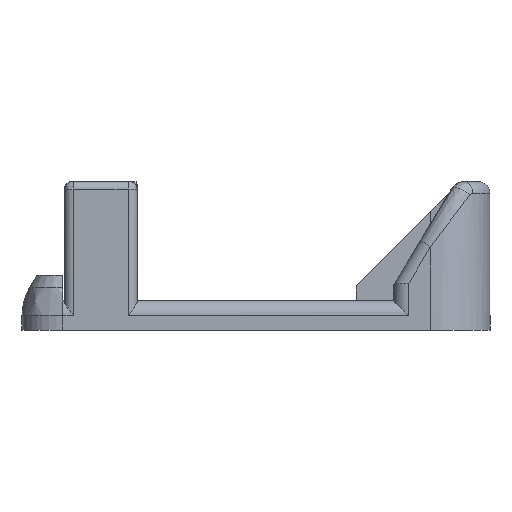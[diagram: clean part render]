
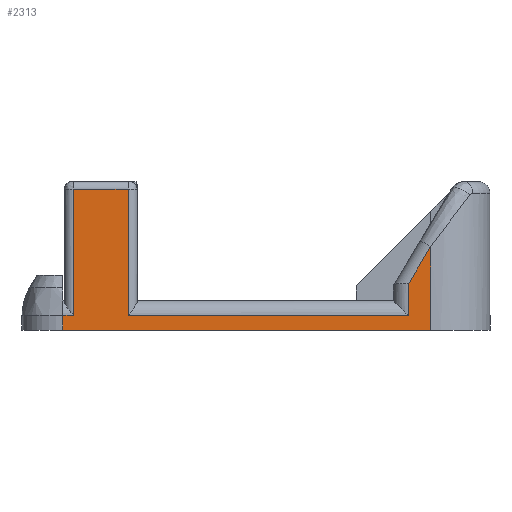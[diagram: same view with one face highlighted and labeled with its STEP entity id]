
A CAD part, left-side view. The second image highlights one B-rep face of the part: STEP entity #2313.
In plain terms, the highlighted planar face has unit normal (-1, 0, 0).
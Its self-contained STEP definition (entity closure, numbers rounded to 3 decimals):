
#117=PLANE('',#2507);
#171=LINE('',#3455,#357);
#220=LINE('',#3661,#406);
#221=LINE('',#3674,#407);
#223=LINE('',#3680,#409);
#224=LINE('',#3682,#410);
#225=LINE('',#3683,#411);
#226=LINE('',#3685,#412);
#227=LINE('',#3687,#413);
#228=LINE('',#3689,#414);
#229=LINE('',#3690,#415);
#357=VECTOR('',#2744,10.);
#406=VECTOR('',#2883,10.);
#407=VECTOR('',#2886,10.);
#409=VECTOR('',#2892,10.);
#410=VECTOR('',#2893,10.);
#411=VECTOR('',#2894,10.);
#412=VECTOR('',#2895,10.);
#413=VECTOR('',#2896,10.);
#414=VECTOR('',#2897,10.);
#415=VECTOR('',#2898,10.);
#607=FACE_OUTER_BOUND('',#754,.T.);
#754=EDGE_LOOP('',(#1728,#1729,#1730,#1731,#1732,#1733,#1734,#1735,#1736,
#1737));
#1019=VERTEX_POINT('',#3451);
#1021=VERTEX_POINT('',#3454);
#1094=VERTEX_POINT('',#3658);
#1095=VERTEX_POINT('',#3660);
#1096=VERTEX_POINT('',#3673);
#1098=VERTEX_POINT('',#3679);
#1099=VERTEX_POINT('',#3681);
#1100=VERTEX_POINT('',#3684);
#1101=VERTEX_POINT('',#3686);
#1102=VERTEX_POINT('',#3688);
#1249=EDGE_CURVE('',#1019,#1021,#171,.T.);
#1337=EDGE_CURVE('',#1094,#1095,#220,.T.);
#1339=EDGE_CURVE('',#1095,#1096,#221,.T.);
#1342=EDGE_CURVE('',#1019,#1098,#223,.T.);
#1343=EDGE_CURVE('',#1099,#1098,#224,.T.);
#1344=EDGE_CURVE('',#1099,#1096,#225,.T.);
#1345=EDGE_CURVE('',#1100,#1094,#226,.T.);
#1346=EDGE_CURVE('',#1100,#1101,#227,.T.);
#1347=EDGE_CURVE('',#1102,#1101,#228,.T.);
#1348=EDGE_CURVE('',#1021,#1102,#229,.T.);
#1728=ORIENTED_EDGE('',*,*,#1249,.F.);
#1729=ORIENTED_EDGE('',*,*,#1342,.T.);
#1730=ORIENTED_EDGE('',*,*,#1343,.F.);
#1731=ORIENTED_EDGE('',*,*,#1344,.T.);
#1732=ORIENTED_EDGE('',*,*,#1339,.F.);
#1733=ORIENTED_EDGE('',*,*,#1337,.F.);
#1734=ORIENTED_EDGE('',*,*,#1345,.F.);
#1735=ORIENTED_EDGE('',*,*,#1346,.T.);
#1736=ORIENTED_EDGE('',*,*,#1347,.F.);
#1737=ORIENTED_EDGE('',*,*,#1348,.F.);
#2313=ADVANCED_FACE('',(#607),#117,.T.);
#2507=AXIS2_PLACEMENT_3D('',#3678,#2890,#2891);
#2744=DIRECTION('',(0.,-1.,0.));
#2883=DIRECTION('',(0.,0.,1.));
#2886=DIRECTION('',(0.,-0.514,0.857));
#2890=DIRECTION('center_axis',(-1.,0.,0.));
#2891=DIRECTION('ref_axis',(0.,1.,0.));
#2892=DIRECTION('',(0.,0.,-1.));
#2893=DIRECTION('',(0.,1.,0.));
#2894=DIRECTION('',(0.,0.,1.));
#2895=DIRECTION('',(0.,-1.,0.));
#2896=DIRECTION('',(0.,0.,1.));
#2897=DIRECTION('',(0.,-1.,0.));
#2898=DIRECTION('',(0.,0.,1.));
#3451=CARTESIAN_POINT('',(-39.,26.,-14.2));
#3454=CARTESIAN_POINT('',(-39.,24.6,-14.2));
#3455=CARTESIAN_POINT('',(-39.,-11.75,-14.2));
#3658=CARTESIAN_POINT('',(-39.,-20.5,-14.2));
#3660=CARTESIAN_POINT('',(-39.,-20.5,-9.977));
#3661=CARTESIAN_POINT('',(-39.,-20.5,-12.2));
#3673=CARTESIAN_POINT('',(-39.,-23.5,-4.977));
#3674=CARTESIAN_POINT('',(-39.,-22.193,-7.156));
#3678=CARTESIAN_POINT('Origin',(-39.,-23.5,-12.2));
#3679=CARTESIAN_POINT('',(-39.,26.,-16.2));
#3680=CARTESIAN_POINT('',(-39.,26.,-12.2));
#3681=CARTESIAN_POINT('',(-39.,-23.5,-16.2));
#3682=CARTESIAN_POINT('',(-39.,26.,-16.2));
#3683=CARTESIAN_POINT('',(-39.,-23.5,-12.2));
#3684=CARTESIAN_POINT('',(-39.,17.2,-14.2));
#3685=CARTESIAN_POINT('',(-39.,-11.75,-14.2));
#3686=CARTESIAN_POINT('',(-39.,17.2,2.8));
#3687=CARTESIAN_POINT('',(-39.,17.2,-12.2));
#3688=CARTESIAN_POINT('',(-39.,24.6,2.8));
#3689=CARTESIAN_POINT('',(-39.,-1.3,2.8));
#3690=CARTESIAN_POINT('',(-39.,24.6,-12.2));
